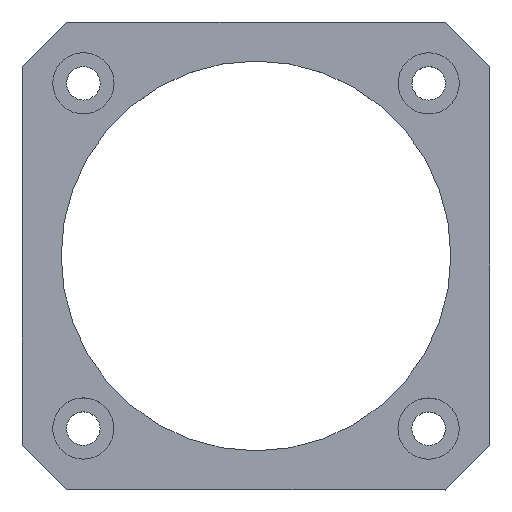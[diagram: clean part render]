
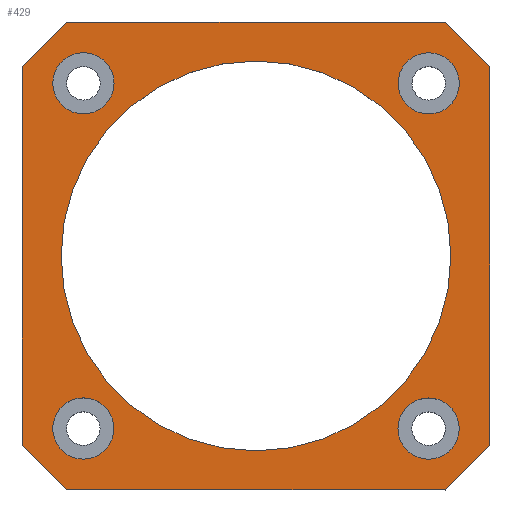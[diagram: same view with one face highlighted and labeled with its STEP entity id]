
A CAD part, top view. The second image highlights one B-rep face of the part: STEP entity #429.
In plain terms, the highlighted planar face has unit normal (0, 0, 1).
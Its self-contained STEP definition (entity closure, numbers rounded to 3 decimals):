
#20=FACE_BOUND('',#99,.T.);
#21=FACE_BOUND('',#100,.T.);
#22=FACE_BOUND('',#101,.T.);
#23=FACE_BOUND('',#102,.T.);
#24=FACE_BOUND('',#103,.T.);
#43=PLANE('',#494);
#68=FACE_OUTER_BOUND('',#98,.T.);
#98=EDGE_LOOP('',(#370,#371,#372,#373,#374,#375,#376,#377));
#99=EDGE_LOOP('',(#378));
#100=EDGE_LOOP('',(#379));
#101=EDGE_LOOP('',(#380));
#102=EDGE_LOOP('',(#381));
#103=EDGE_LOOP('',(#382));
#122=LINE('',#695,#156);
#125=LINE('',#701,#159);
#128=LINE('',#707,#162);
#131=LINE('',#713,#165);
#134=LINE('',#719,#168);
#137=LINE('',#725,#171);
#140=LINE('',#731,#174);
#143=LINE('',#735,#177);
#156=VECTOR('',#582,10.);
#159=VECTOR('',#587,10.);
#162=VECTOR('',#592,10.);
#165=VECTOR('',#597,10.);
#168=VECTOR('',#602,10.);
#171=VECTOR('',#607,10.);
#174=VECTOR('',#612,10.);
#177=VECTOR('',#617,10.);
#179=CIRCLE('',#453,17.5);
#181=CIRCLE('',#457,2.75);
#184=CIRCLE('',#462,2.75);
#187=CIRCLE('',#467,2.75);
#190=CIRCLE('',#472,2.75);
#199=VERTEX_POINT('',#626);
#201=VERTEX_POINT('',#633);
#204=VERTEX_POINT('',#642);
#207=VERTEX_POINT('',#651);
#210=VERTEX_POINT('',#660);
#220=VERTEX_POINT('',#692);
#221=VERTEX_POINT('',#694);
#223=VERTEX_POINT('',#700);
#225=VERTEX_POINT('',#706);
#227=VERTEX_POINT('',#712);
#229=VERTEX_POINT('',#718);
#231=VERTEX_POINT('',#724);
#233=VERTEX_POINT('',#730);
#236=EDGE_CURVE('',#199,#199,#179,.T.);
#238=EDGE_CURVE('',#201,#201,#181,.T.);
#242=EDGE_CURVE('',#204,#204,#184,.T.);
#246=EDGE_CURVE('',#207,#207,#187,.T.);
#250=EDGE_CURVE('',#210,#210,#190,.T.);
#266=EDGE_CURVE('',#221,#220,#122,.T.);
#269=EDGE_CURVE('',#223,#221,#125,.T.);
#272=EDGE_CURVE('',#225,#223,#128,.T.);
#275=EDGE_CURVE('',#227,#225,#131,.T.);
#278=EDGE_CURVE('',#229,#227,#134,.T.);
#281=EDGE_CURVE('',#231,#229,#137,.T.);
#284=EDGE_CURVE('',#233,#231,#140,.T.);
#287=EDGE_CURVE('',#220,#233,#143,.T.);
#370=ORIENTED_EDGE('',*,*,#287,.T.);
#371=ORIENTED_EDGE('',*,*,#284,.T.);
#372=ORIENTED_EDGE('',*,*,#281,.T.);
#373=ORIENTED_EDGE('',*,*,#278,.T.);
#374=ORIENTED_EDGE('',*,*,#275,.T.);
#375=ORIENTED_EDGE('',*,*,#272,.T.);
#376=ORIENTED_EDGE('',*,*,#269,.T.);
#377=ORIENTED_EDGE('',*,*,#266,.T.);
#378=ORIENTED_EDGE('',*,*,#236,.T.);
#379=ORIENTED_EDGE('',*,*,#238,.T.);
#380=ORIENTED_EDGE('',*,*,#242,.T.);
#381=ORIENTED_EDGE('',*,*,#246,.T.);
#382=ORIENTED_EDGE('',*,*,#250,.T.);
#429=ADVANCED_FACE('',(#68,#20,#21,#22,#23,#24),#43,.T.);
#453=AXIS2_PLACEMENT_3D('',#628,#503,#504);
#457=AXIS2_PLACEMENT_3D('',#634,#511,#512);
#462=AXIS2_PLACEMENT_3D('',#643,#522,#523);
#467=AXIS2_PLACEMENT_3D('',#652,#533,#534);
#472=AXIS2_PLACEMENT_3D('',#661,#544,#545);
#494=AXIS2_PLACEMENT_3D('',#736,#618,#619);
#503=DIRECTION('center_axis',(0.,0.,-1.));
#504=DIRECTION('ref_axis',(-1.,0.,0.));
#511=DIRECTION('center_axis',(0.,0.,-1.));
#512=DIRECTION('ref_axis',(1.,0.,0.));
#522=DIRECTION('center_axis',(0.,0.,-1.));
#523=DIRECTION('ref_axis',(1.,0.,0.));
#533=DIRECTION('center_axis',(0.,0.,-1.));
#534=DIRECTION('ref_axis',(1.,0.,0.));
#544=DIRECTION('center_axis',(0.,0.,-1.));
#545=DIRECTION('ref_axis',(1.,0.,0.));
#582=DIRECTION('',(0.,-1.,0.));
#587=DIRECTION('',(-0.707,-0.707,0.));
#592=DIRECTION('',(-1.,0.,0.));
#597=DIRECTION('',(-0.707,0.707,0.));
#602=DIRECTION('',(0.,1.,0.));
#607=DIRECTION('',(0.707,0.707,0.));
#612=DIRECTION('',(1.,0.,0.));
#617=DIRECTION('',(0.707,-0.707,0.));
#618=DIRECTION('center_axis',(0.,0.,1.));
#619=DIRECTION('ref_axis',(1.,0.,0.));
#626=CARTESIAN_POINT('',(17.497,-0.028,8.));
#628=CARTESIAN_POINT('Origin',(-0.003,-0.028,
8.));
#633=CARTESIAN_POINT('',(-18.249,15.476,8.));
#634=CARTESIAN_POINT('Origin',(-15.499,15.476,8.));
#642=CARTESIAN_POINT('',(-18.257,-15.524,8.));
#643=CARTESIAN_POINT('Origin',(-15.507,-15.524,8.));
#651=CARTESIAN_POINT('',(12.751,15.468,8.));
#652=CARTESIAN_POINT('Origin',(15.501,15.468,8.));
#660=CARTESIAN_POINT('',(12.743,-15.532,8.));
#661=CARTESIAN_POINT('Origin',(15.493,-15.532,8.));
#692=CARTESIAN_POINT('',(-21.007,-17.022,8.));
#694=CARTESIAN_POINT('',(-20.998,16.978,8.));
#695=CARTESIAN_POINT('',(-20.998,16.978,8.));
#700=CARTESIAN_POINT('',(-16.997,20.977,8.));
#701=CARTESIAN_POINT('',(-16.997,20.977,8.));
#706=CARTESIAN_POINT('',(17.003,20.968,8.));
#707=CARTESIAN_POINT('',(17.003,20.968,8.));
#712=CARTESIAN_POINT('',(21.002,16.966,8.));
#713=CARTESIAN_POINT('',(21.002,16.966,8.));
#718=CARTESIAN_POINT('',(20.993,-17.034,8.));
#719=CARTESIAN_POINT('',(20.993,-17.034,8.));
#724=CARTESIAN_POINT('',(16.992,-21.032,8.));
#725=CARTESIAN_POINT('',(16.992,-21.032,8.));
#730=CARTESIAN_POINT('',(-17.008,-21.023,8.));
#731=CARTESIAN_POINT('',(-17.008,-21.023,8.));
#735=CARTESIAN_POINT('',(-21.007,-17.022,8.));
#736=CARTESIAN_POINT('Origin',(-0.003,-0.028,
8.));
